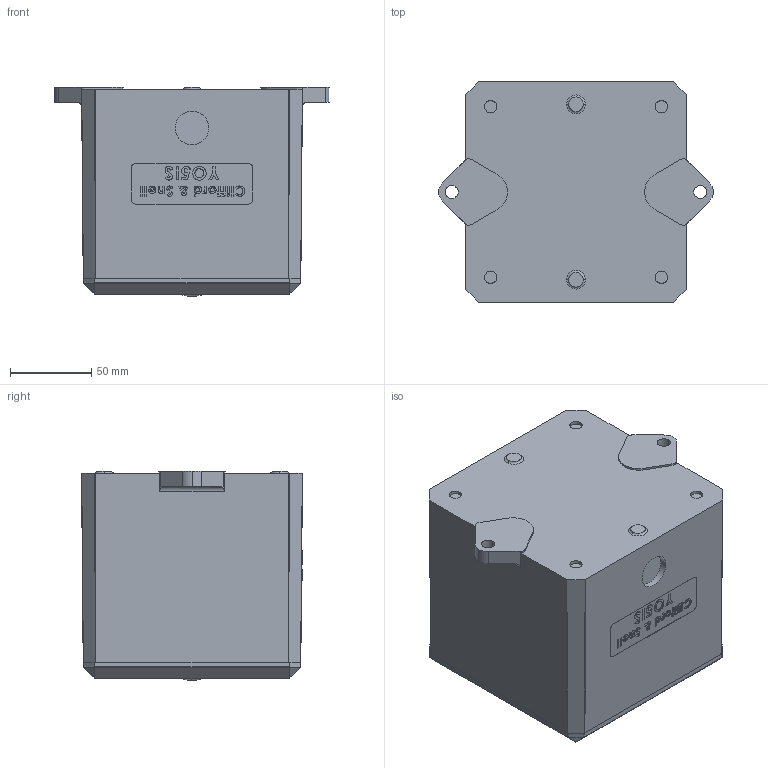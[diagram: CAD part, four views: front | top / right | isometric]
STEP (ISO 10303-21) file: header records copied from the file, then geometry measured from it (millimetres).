
FILE_DESCRIPTION (( 'STEP AP214' ), '1' );
FILE_NAME ('YO5IS.STEP', '2021-05-19T09:55:26', ( '' ), ( '' ), 'SwSTEP 2.0', 'SolidWorks 2021', '' );
FILE_SCHEMA (( 'AUTOMOTIVE_DESIGN' ));
Length unit declared in the file: millimetre
Products named in the file (1): YO5IS
Bounding box: 168.97 x 136.03 x 129.11 mm (x, y, z)
Volume: 2020240.1 mm3; surface area: 134533.2 mm2
Topology: 26 solids, 26 shells, 610 faces, 1524 edges, 979 vertices
Faces by surface type: plane 302, bspline 122, cylinder 92, cone 58, torus 18, sphere 18
Entity records: 30681 total; most frequent: CARTESIAN_POINT 10152, ORIENTED_EDGE 3040, DIRECTION 2380, EDGE_CURVE 1520, VERTEX_POINT 979, VECTOR 862, LINE 862, AXIS2_PLACEMENT_3D 759
